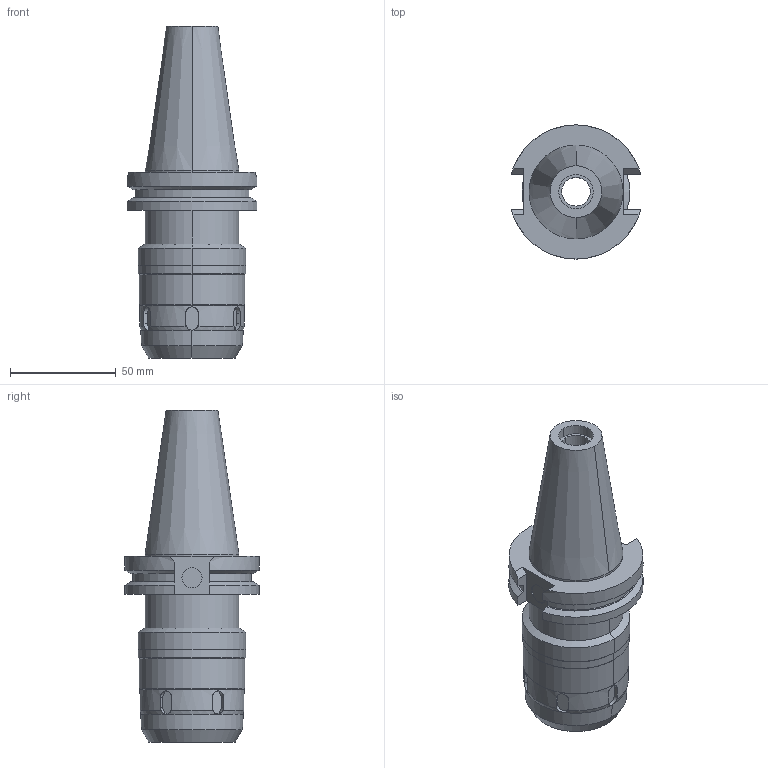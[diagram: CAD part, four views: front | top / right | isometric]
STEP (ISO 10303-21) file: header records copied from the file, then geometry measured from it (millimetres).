
FILE_DESCRIPTION((''),'2;1');
FILE_NAME('BCV40-HMC_750S-3_5','2018-04-16T',('ykawabe'),(''),'CREO PARAMETRIC BY PTC INC, 2016380','CREO PARAMETRIC BY PTC INC, 2016380','');
FILE_SCHEMA(('AUTOMOTIVE_DESIGN { 1 0 10303 214 1 1 1 1 }'));
Length unit declared in the file: millimetre
Products named in the file (1): BCV40-HMC_750S-3_5
Bounding box: 61.35 x 63.5 x 157.15 mm (x, y, z)
Volume: 206907 mm3; surface area: 36260 mm2
Topology: 1 solids, 1 shells, 108 faces, 312 edges, 214 vertices
Faces by surface type: cylinder 44, plane 42, cone 22
Entity records: 4879 total; most frequent: CARTESIAN_POINT 931, ORIENTED_EDGE 624, DIRECTION 600, PRESENTATION_STYLE_ASSIGNMENT 317, STYLED_ITEM 317, CURVE_STYLE 316, EDGE_CURVE 312, AXIS2_PLACEMENT_3D 235
